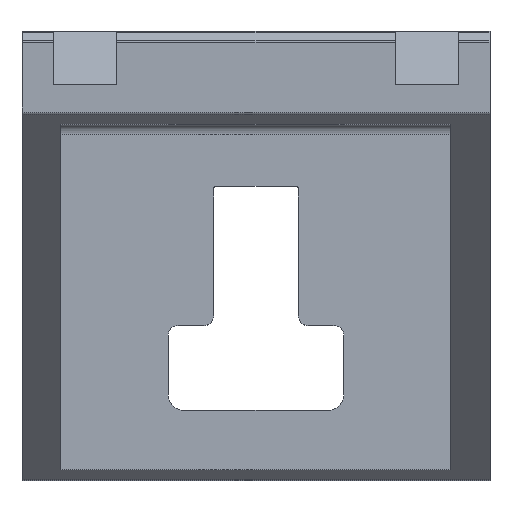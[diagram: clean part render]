
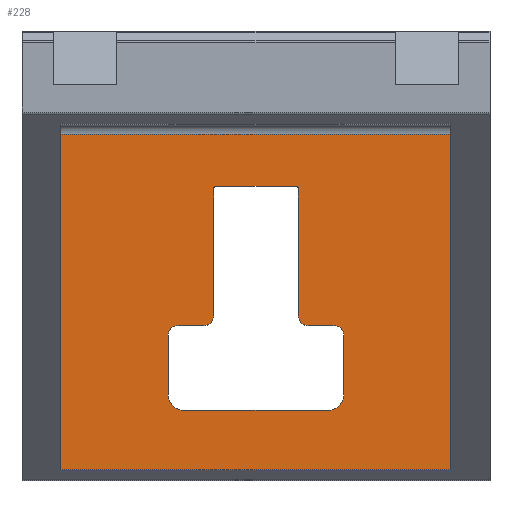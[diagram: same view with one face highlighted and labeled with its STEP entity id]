
A CAD part, top view. The second image highlights one B-rep face of the part: STEP entity #228.
In plain terms, the highlighted planar face has unit normal (0, 0, 1).
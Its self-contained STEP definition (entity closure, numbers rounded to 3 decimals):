
#228=ADVANCED_FACE('',(#643,#644),#645,.T.);
#643=FACE_BOUND('',#1247,.T.);
#644=FACE_OUTER_BOUND('',#1248,.T.);
#645=PLANE('',#1249);
#1247=EDGE_LOOP('',(#1860,#1861,#1862,#1863,#1864,#1865,#1866,#1867,#1868,#1869,#1870,#1871,#1872,#1873,#1874,#1875));
#1248=EDGE_LOOP('',(#1876,#1877,#1878,#1879));
#1249=AXIS2_PLACEMENT_3D('',#1880,#1881,#1882);
#1860=ORIENTED_EDGE('',*,*,#3802,.T.);
#1861=ORIENTED_EDGE('',*,*,#3803,.T.);
#1862=ORIENTED_EDGE('',*,*,#3804,.T.);
#1863=ORIENTED_EDGE('',*,*,#3805,.T.);
#1864=ORIENTED_EDGE('',*,*,#3806,.T.);
#1865=ORIENTED_EDGE('',*,*,#3807,.T.);
#1866=ORIENTED_EDGE('',*,*,#3808,.T.);
#1867=ORIENTED_EDGE('',*,*,#3809,.T.);
#1868=ORIENTED_EDGE('',*,*,#3810,.T.);
#1869=ORIENTED_EDGE('',*,*,#3811,.T.);
#1870=ORIENTED_EDGE('',*,*,#3812,.T.);
#1871=ORIENTED_EDGE('',*,*,#3813,.T.);
#1872=ORIENTED_EDGE('',*,*,#3814,.T.);
#1873=ORIENTED_EDGE('',*,*,#3815,.T.);
#1874=ORIENTED_EDGE('',*,*,#3816,.T.);
#1875=ORIENTED_EDGE('',*,*,#3817,.T.);
#1876=ORIENTED_EDGE('',*,*,#3799,.F.);
#1877=ORIENTED_EDGE('',*,*,#3792,.F.);
#1878=ORIENTED_EDGE('',*,*,#3818,.F.);
#1879=ORIENTED_EDGE('',*,*,#3795,.F.);
#1880=CARTESIAN_POINT('',(0.0,-29.5,9.5));
#1881=DIRECTION('',(0.0,0.0,1.0));
#1882=DIRECTION('',(0.0,-1.0,0.0));
#3792=EDGE_CURVE('',#4574,#4569,#4576,.T.);
#3795=EDGE_CURVE('',#4579,#4581,#4582,.T.);
#3799=EDGE_CURVE('',#4569,#4579,#4587,.T.);
#3802=EDGE_CURVE('',#4590,#4591,#4592,.T.);
#3803=EDGE_CURVE('',#4591,#4593,#4594,.T.);
#3804=EDGE_CURVE('',#4593,#4595,#4596,.T.);
#3805=EDGE_CURVE('',#4595,#4597,#4598,.T.);
#3806=EDGE_CURVE('',#4597,#4599,#4600,.T.);
#3807=EDGE_CURVE('',#4599,#4601,#4602,.T.);
#3808=EDGE_CURVE('',#4601,#4603,#4604,.T.);
#3809=EDGE_CURVE('',#4603,#4605,#4606,.T.);
#3810=EDGE_CURVE('',#4605,#4607,#4608,.T.);
#3811=EDGE_CURVE('',#4607,#4609,#4610,.T.);
#3812=EDGE_CURVE('',#4609,#4611,#4612,.T.);
#3813=EDGE_CURVE('',#4611,#4613,#4614,.T.);
#3814=EDGE_CURVE('',#4613,#4615,#4616,.T.);
#3815=EDGE_CURVE('',#4615,#4617,#4618,.T.);
#3816=EDGE_CURVE('',#4617,#4619,#4620,.T.);
#3817=EDGE_CURVE('',#4619,#4590,#4621,.T.);
#3818=EDGE_CURVE('',#4581,#4574,#4622,.T.);
#4569=VERTEX_POINT('',#5733);
#4574=VERTEX_POINT('',#5739);
#4576=LINE('',#5742,#5743);
#4579=VERTEX_POINT('',#5746);
#4581=VERTEX_POINT('',#5748);
#4582=LINE('',#5749,#5750);
#4587=LINE('',#5757,#5758);
#4590=VERTEX_POINT('',#5762);
#4591=VERTEX_POINT('',#5763);
#4592=LINE('',#5764,#5765);
#4593=VERTEX_POINT('',#5766);
#4594=CIRCLE('',#5767,1.0);
#4595=VERTEX_POINT('',#5768);
#4596=LINE('',#5769,#5770);
#4597=VERTEX_POINT('',#5771);
#4598=CIRCLE('',#5772,1.0);
#4599=VERTEX_POINT('',#5773);
#4600=LINE('',#5774,#5775);
#4601=VERTEX_POINT('',#5776);
#4602=CIRCLE('',#5777,1.6);
#4603=VERTEX_POINT('',#5778);
#4604=LINE('',#5779,#5780);
#4605=VERTEX_POINT('',#5781);
#4606=CIRCLE('',#5782,1.6);
#4607=VERTEX_POINT('',#5783);
#4608=LINE('',#5784,#5785);
#4609=VERTEX_POINT('',#5786);
#4610=CIRCLE('',#5787,1.0);
#4611=VERTEX_POINT('',#5788);
#4612=LINE('',#5789,#5790);
#4613=VERTEX_POINT('',#5791);
#4614=CIRCLE('',#5792,1.0);
#4615=VERTEX_POINT('',#5793);
#4616=LINE('',#5794,#5795);
#4617=VERTEX_POINT('',#5796);
#4618=CIRCLE('',#5797,0.3);
#4619=VERTEX_POINT('',#5798);
#4620=LINE('',#5799,#5800);
#4621=CIRCLE('',#5801,0.3);
#4622=LINE('',#5802,#5803);
#5733=CARTESIAN_POINT('',(-20.0,-10.5,9.5));
#5739=CARTESIAN_POINT('',(-20.0,-44.9,9.5));
#5742=CARTESIAN_POINT('',(-20.0,-29.5,9.5));
#5743=VECTOR('',#7329,1.0);
#5746=CARTESIAN_POINT('',(20.0,-10.5,9.5));
#5748=CARTESIAN_POINT('',(20.0,-44.9,9.5));
#5749=CARTESIAN_POINT('',(20.0,-29.5,9.5));
#5750=VECTOR('',#7333,1.0);
#5757=CARTESIAN_POINT('',(0.0,-10.5,9.5));
#5758=VECTOR('',#7336,1.0);
#5762=CARTESIAN_POINT('',(4.35,-16.1,9.5));
#5763=CARTESIAN_POINT('',(4.35,-29.1,9.5));
#5764=CARTESIAN_POINT('',(4.35,-26.05,9.5));
#5765=VECTOR('',#7338,1.0);
#5766=CARTESIAN_POINT('',(5.35,-30.1,9.5));
#5767=AXIS2_PLACEMENT_3D('',#7339,#7340,#7341);
#5768=CARTESIAN_POINT('',(8.0,-30.1,9.5));
#5769=CARTESIAN_POINT('',(3.338,-30.1,9.5));
#5770=VECTOR('',#7342,1.0);
#5771=CARTESIAN_POINT('',(9.0,-31.1,9.5));
#5772=AXIS2_PLACEMENT_3D('',#7343,#7344,#7345);
#5773=CARTESIAN_POINT('',(9.0,-37.2,9.5));
#5774=CARTESIAN_POINT('',(9.0,-31.825,9.5));
#5775=VECTOR('',#7346,1.0);
#5776=CARTESIAN_POINT('',(7.4,-38.8,9.5));
#5777=AXIS2_PLACEMENT_3D('',#7347,#7348,#7349);
#5778=CARTESIAN_POINT('',(-7.4,-38.8,9.5));
#5779=CARTESIAN_POINT('',(0.0,-38.8,9.5));
#5780=VECTOR('',#7350,1.0);
#5781=CARTESIAN_POINT('',(-9.0,-37.2,9.5));
#5782=AXIS2_PLACEMENT_3D('',#7351,#7352,#7353);
#5783=CARTESIAN_POINT('',(-9.0,-31.1,9.5));
#5784=CARTESIAN_POINT('',(-9.0,-31.825,9.5));
#5785=VECTOR('',#7354,1.0);
#5786=CARTESIAN_POINT('',(-8.0,-30.1,9.5));
#5787=AXIS2_PLACEMENT_3D('',#7355,#7356,#7357);
#5788=CARTESIAN_POINT('',(-5.35,-30.1,9.5));
#5789=CARTESIAN_POINT('',(-3.338,-30.1,9.5));
#5790=VECTOR('',#7358,1.0);
#5791=CARTESIAN_POINT('',(-4.35,-29.1,9.5));
#5792=AXIS2_PLACEMENT_3D('',#7359,#7360,#7361);
#5793=CARTESIAN_POINT('',(-4.35,-16.1,9.5));
#5794=CARTESIAN_POINT('',(-4.35,-26.05,9.5));
#5795=VECTOR('',#7362,1.0);
#5796=CARTESIAN_POINT('',(-4.05,-15.8,9.5));
#5797=AXIS2_PLACEMENT_3D('',#7363,#7364,#7365);
#5798=CARTESIAN_POINT('',(4.05,-15.8,9.5));
#5799=CARTESIAN_POINT('',(0.,-15.8,9.5));
#5800=VECTOR('',#7366,1.0);
#5801=AXIS2_PLACEMENT_3D('',#7367,#7368,#7369);
#5802=CARTESIAN_POINT('',(12.0,-44.9,9.5));
#5803=VECTOR('',#7370,1.0);
#7329=DIRECTION('',(0.0,1.0,0.0));
#7333=DIRECTION('',(0.0,-1.0,0.0));
#7336=DIRECTION('',(1.0,0.0,-0.0));
#7338=DIRECTION('',(0.0,-1.0,0.0));
#7339=CARTESIAN_POINT('',(5.35,-29.1,9.5));
#7340=DIRECTION('',(0.0,0.0,1.0));
#7341=DIRECTION('',(-1.0,0.,0.0));
#7342=DIRECTION('',(1.0,0.0,0.0));
#7343=CARTESIAN_POINT('',(8.0,-31.1,9.5));
#7344=DIRECTION('',(0.0,0.0,-1.0));
#7345=DIRECTION('',(1.0,0.,0.0));
#7346=DIRECTION('',(0.0,-1.0,0.0));
#7347=CARTESIAN_POINT('',(7.4,-37.2,9.5));
#7348=DIRECTION('',(0.0,-0.0,-1.0));
#7349=DIRECTION('',(0.,-1.0,0.0));
#7350=DIRECTION('',(-1.0,0.0,0.0));
#7351=CARTESIAN_POINT('',(-7.4,-37.2,9.5));
#7352=DIRECTION('',(-0.0,0.0,-1.0));
#7353=DIRECTION('',(-1.0,0.,0.0));
#7354=DIRECTION('',(0.0,1.0,-0.0));
#7355=CARTESIAN_POINT('',(-8.0,-31.1,9.5));
#7356=DIRECTION('',(-0.0,0.0,-1.0));
#7357=DIRECTION('',(0.,1.0,0.0));
#7358=DIRECTION('',(1.0,0.0,0.0));
#7359=CARTESIAN_POINT('',(-5.35,-29.1,9.5));
#7360=DIRECTION('',(0.0,0.0,1.0));
#7361=DIRECTION('',(0.,-1.0,0.0));
#7362=DIRECTION('',(0.0,1.0,-0.0));
#7363=CARTESIAN_POINT('',(-4.05,-16.1,9.5));
#7364=DIRECTION('',(0.0,0.0,-1.0));
#7365=DIRECTION('',(0.0,1.0,0.0));
#7366=DIRECTION('',(1.0,0.0,0.0));
#7367=CARTESIAN_POINT('',(4.05,-16.1,9.5));
#7368=DIRECTION('',(0.0,0.0,-1.0));
#7369=DIRECTION('',(1.0,0.,0.0));
#7370=DIRECTION('',(-1.0,0.0,0.0));
